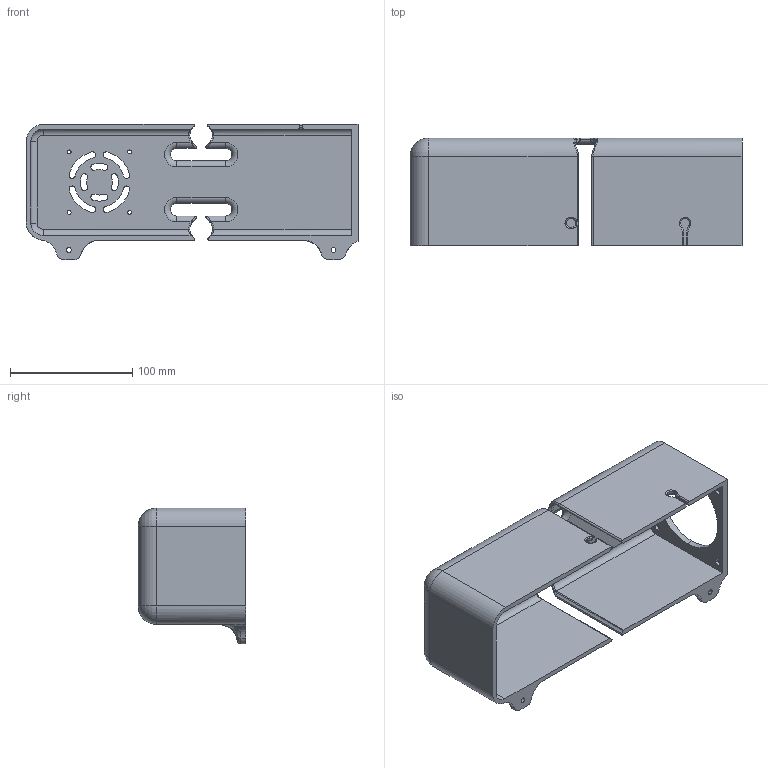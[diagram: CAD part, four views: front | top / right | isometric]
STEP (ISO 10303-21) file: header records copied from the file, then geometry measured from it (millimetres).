
FILE_DESCRIPTION (( 'STEP AP203' ), '1' );
FILE_NAME ('Box C_Predeterminado_sldprt.STEP', '2024-02-29T15:19:51', ( '' ), ( '' ), 'SwSTEP 2.0', 'SolidWorks 2022', '' );
FILE_SCHEMA (( 'CONFIG_CONTROL_DESIGN' ));
Length unit declared in the file: millimetre
Products named in the file (1): Box C_Predeterminado_sldprt
Bounding box: 271.5 x 88 x 111 mm (x, y, z)
Volume: 310599.5 mm3; surface area: 157030.5 mm2
Topology: 1 solids, 1 shells, 289 faces, 732 edges, 447 vertices
Faces by surface type: cylinder 151, plane 59, torus 44, bspline 23, sphere 12
Entity records: 10500 total; most frequent: CARTESIAN_POINT 3357, DIRECTION 1582, ORIENTED_EDGE 1440, EDGE_CURVE 720, AXIS2_PLACEMENT_3D 646, VERTEX_POINT 443, CIRCLE 379, EDGE_LOOP 337
